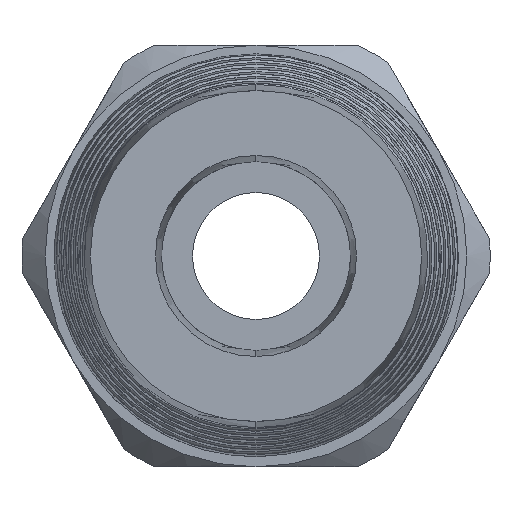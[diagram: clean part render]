
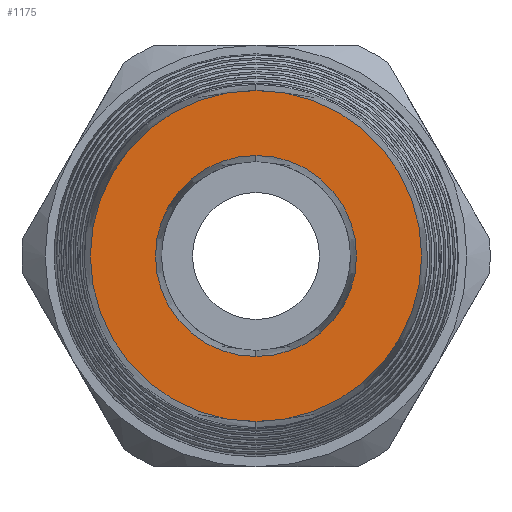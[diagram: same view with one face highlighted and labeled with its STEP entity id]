
A CAD part, left-side view. The second image highlights one B-rep face of the part: STEP entity #1175.
In plain terms, the highlighted planar face has unit normal (-1, 0, 0).
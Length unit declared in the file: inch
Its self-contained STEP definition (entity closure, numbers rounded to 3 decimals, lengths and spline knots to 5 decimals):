
#1175 = ADVANCED_FACE ( 'NONE', ( #5101, #5100 ), #5098, .T. ) ;
#1176 = EDGE_LOOP ( 'NONE', ( #1177, #1179 ) ) ;
#1177 = ORIENTED_EDGE ( 'NONE', *, *, #1178, .T. ) ;
#1178 = EDGE_CURVE ( 'NONE', #14407, #14408, #5141, .T. ) ;
#1179 = ORIENTED_EDGE ( 'NONE', *, *, #14438, .T. ) ;
#1180 = EDGE_LOOP ( 'NONE', ( #1181, #1238 ) ) ;
#1181 = ORIENTED_EDGE ( 'NONE', *, *, #1182, .F. ) ;
#1182 = EDGE_CURVE ( 'NONE', #9766, #9558, #5136, .T. ) ;
#1238 = ORIENTED_EDGE ( 'NONE', *, *, #9584, .F. ) ;
#5086 = DIRECTION ( 'NONE',  ( 0., 0., 1. ) ) ;
#5087 = DIRECTION ( 'NONE',  ( -1., 0., 0. ) ) ;
#5088 = CARTESIAN_POINT ( 'NONE',  ( -3.38, 0., 0. ) ) ;
#5097 = AXIS2_PLACEMENT_3D ( 'NONE', #5088, #5087, #5086 ) ;
#5098 = PLANE ( 'NONE',  #5097 ) ;
#5100 = FACE_BOUND ( 'NONE', #1180, .T. ) ;
#5101 = FACE_OUTER_BOUND ( 'NONE', #1176, .T. ) ;
#5132 = DIRECTION ( 'NONE',  ( 0., 0., 1. ) ) ;
#5133 = DIRECTION ( 'NONE',  ( -1., 0., 0. ) ) ;
#5134 = CARTESIAN_POINT ( 'NONE',  ( -3.38, 0., 0. ) ) ;
#5135 = AXIS2_PLACEMENT_3D ( 'NONE', #5134, #5133, #5132 ) ;
#5136 = CIRCLE ( 'NONE', #5135, 0.20738 ) ;
#5137 = DIRECTION ( 'NONE',  ( 0., 0., 1. ) ) ;
#5138 = DIRECTION ( 'NONE',  ( -1., 0., 0. ) ) ;
#5139 = CARTESIAN_POINT ( 'NONE',  ( -3.38, 0., 0. ) ) ;
#5140 = AXIS2_PLACEMENT_3D ( 'NONE', #5139, #5138, #5137 ) ;
#5141 = CIRCLE ( 'NONE', #5140, 0.34168 ) ;
#9246 = DIRECTION ( 'NONE',  ( 0., 0., 1. ) ) ;
#9247 = DIRECTION ( 'NONE',  ( -1., 0., 0. ) ) ;
#9248 = CARTESIAN_POINT ( 'NONE',  ( -3.38, 0., 0. ) ) ;
#9249 = AXIS2_PLACEMENT_3D ( 'NONE', #9248, #9247, #9246 ) ;
#9250 = CIRCLE ( 'NONE', #9249, 0.20738 ) ;
#9257 = CARTESIAN_POINT ( 'NONE',  ( -3.38, 0., -0.20738 ) ) ;
#9403 = CARTESIAN_POINT ( 'NONE',  ( -3.38, 0., 0.20738 ) ) ;
#9558 = VERTEX_POINT ( 'NONE', #9257 ) ;
#9584 = EDGE_CURVE ( 'NONE', #9558, #9766, #9250, .T. ) ;
#9766 = VERTEX_POINT ( 'NONE', #9403 ) ;
#13590 = CARTESIAN_POINT ( 'NONE',  ( -3.38, 0., -0.34168 ) ) ;
#13591 = CARTESIAN_POINT ( 'NONE',  ( -3.38, 0., 0.34168 ) ) ;
#13718 = DIRECTION ( 'NONE',  ( 0., 0., 1. ) ) ;
#13719 = DIRECTION ( 'NONE',  ( -1., 0., 0. ) ) ;
#13720 = CARTESIAN_POINT ( 'NONE',  ( -3.38, 0., 0. ) ) ;
#13721 = AXIS2_PLACEMENT_3D ( 'NONE', #13720, #13719, #13718 ) ;
#13722 = CIRCLE ( 'NONE', #13721, 0.34168 ) ;
#14407 = VERTEX_POINT ( 'NONE', #13591 ) ;
#14408 = VERTEX_POINT ( 'NONE', #13590 ) ;
#14438 = EDGE_CURVE ( 'NONE', #14408, #14407, #13722, .T. ) ;
